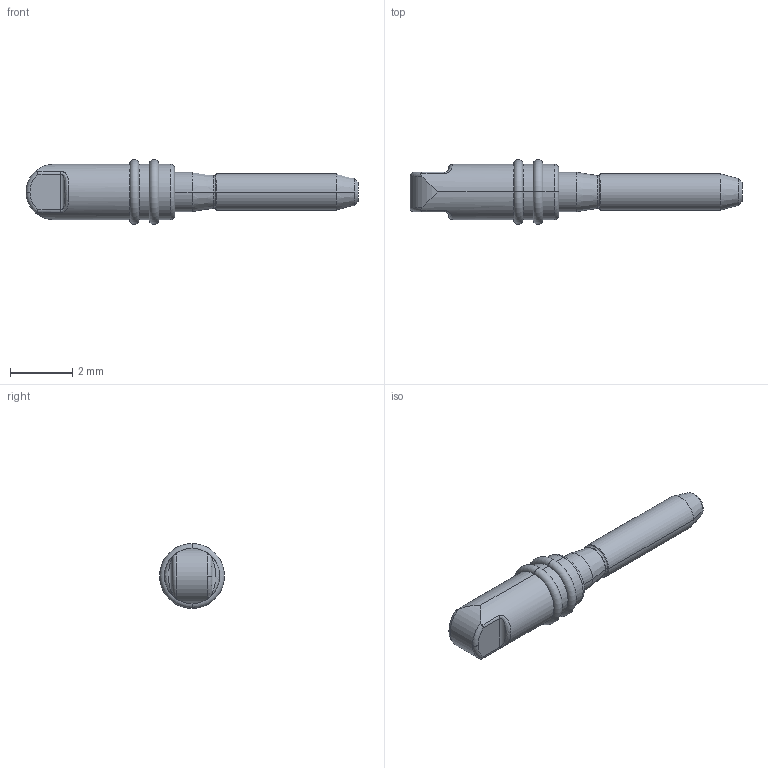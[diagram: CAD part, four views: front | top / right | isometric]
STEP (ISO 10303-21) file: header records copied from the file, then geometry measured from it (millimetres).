
FILE_DESCRIPTION (( 'STEP AP203' ), '1' );
FILE_NAME ('NNP-DWG-115-001-000 Port Plug Assembly.STEP', '2024-08-21T15:26:40', ( '' ), ( '' ), 'SwSTEP 2.0', 'SolidWorks 2024', '' );
FILE_SCHEMA (( 'CONFIG_CONTROL_DESIGN' ));
Length unit declared in the file: inch
Products named in the file (9): NNP-DWG-110-002-000 Port Plug, Body; NNP-MAT-150-012-006 NuSil Med-4800, Green_42-0017-6; NNP-MAT-150-002-000 Primer, Med6-161; NNP-MAT-150-012-007 NuSil Med-4800, Blue_42-0017-7; NNP-MAT-150-013-000 NuSil Med-165, Silicone Primer; NNP-DWG-110-001-000 Port Plug, Handle Overmold, Blue_21-2008 Overmold- Blue; NNP-MAT-150-012-003 NuSil Med-4800, Red_42-0017-3; NNP-DWG-115-001-000 Port Plug Assembly; NNP-MAT-150-011-000 NuSil Med-4850
Assembly tree (2 placements, depth 2):
  NNP-MAT-150-012-006 NuSil Med-4800, Green_42-0017-6
  NNP-MAT-150-002-000 Primer, Med6-161
  NNP-MAT-150-012-007 NuSil Med-4800, Blue_42-0017-7
  NNP-MAT-150-013-000 NuSil Med-165, Silicone Primer
  NNP-MAT-150-012-003 NuSil Med-4800, Red_42-0017-3
Bounding box: 10.67 x 2.08 x 2.08 mm (x, y, z)
Volume: 20.1 mm3; surface area: 87 mm2
Topology: 2 solids, 2 shells, 106 faces, 221 edges, 138 vertices
Faces by surface type: cylinder 55, plane 24, torus 15, cone 8, bspline 4
Entity records: 3834 total; most frequent: CARTESIAN_POINT 754, DIRECTION 549, ORIENTED_EDGE 442, AXIS2_PLACEMENT_3D 241, EDGE_CURVE 221, VERTEX_POINT 138, CIRCLE 134, EDGE_LOOP 125
